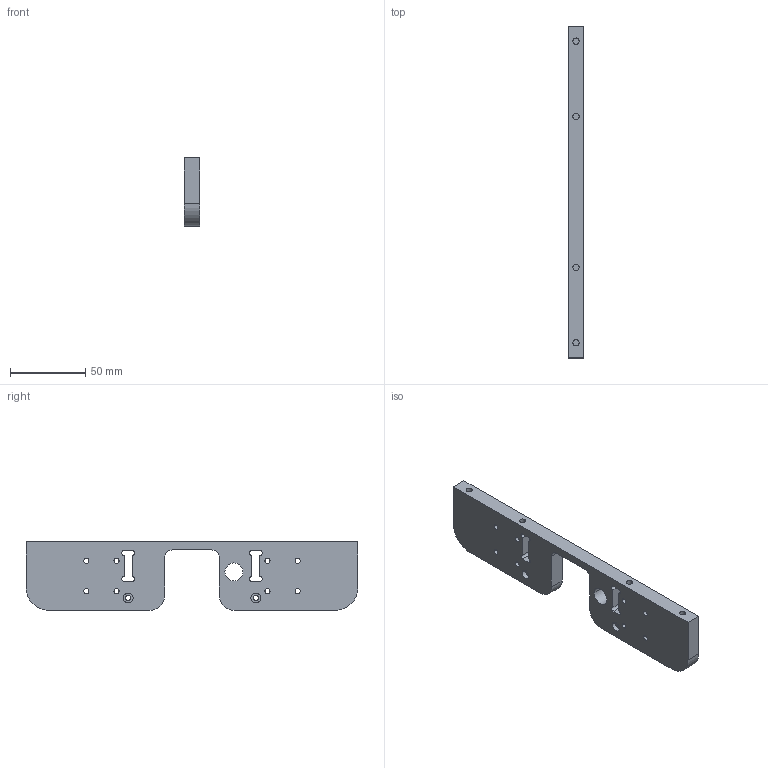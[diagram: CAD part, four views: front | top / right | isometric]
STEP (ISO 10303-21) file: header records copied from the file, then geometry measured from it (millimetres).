
FILE_DESCRIPTION(('CATIA V5 STEP Exchange'),'2;1');
FILE_NAME('D004.stp','2023-04-11T15:10:00+00:00',('none'),('none'),'CATIA Version 5-6 Release 2018','CATIA V5 STEP AP203','none');
FILE_SCHEMA(('CONFIG_CONTROL_DESIGN'));
Length unit declared in the file: millimetre
Products named in the file (1): Bed Base MGN Side 
Bounding box: 10 x 220 x 45.4 mm (x, y, z)
Volume: 78476 mm3; surface area: 25107.2 mm2
Topology: 1 solids, 1 shells, 96 faces, 240 edges, 172 vertices
Faces by surface type: cylinder 64, plane 32
Entity records: 2709 total; most frequent: ORIENTED_EDGE 480, CARTESIAN_POINT 478, DIRECTION 346, EDGE_CURVE 240, AXIS2_PLACEMENT_3D 186, VERTEX_POINT 160, EDGE_LOOP 136, CIRCLE 128
